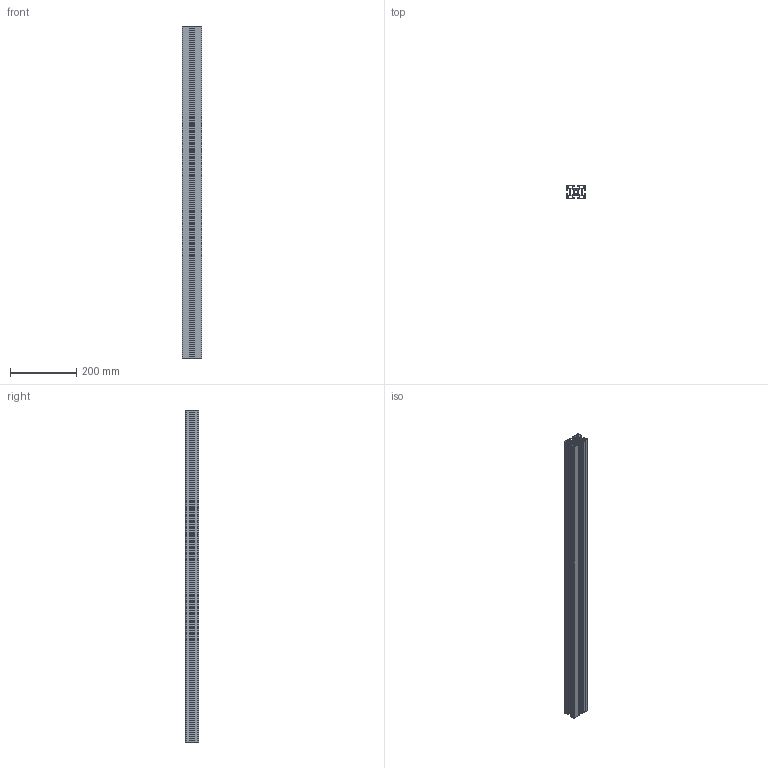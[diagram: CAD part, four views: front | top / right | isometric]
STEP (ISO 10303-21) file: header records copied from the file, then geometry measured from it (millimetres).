
FILE_DESCRIPTION (( 'STEP AP214' ), '1' );
FILE_NAME ('446SL Êîíñòðóêöèîííûé ïðîôèëü 40õ60SL.STEP', '2019-02-28T11:16:03', ( 'Ïîëüçîâàòåëü Windows' ), ( '' ), 'SwSTEP 2.0', 'SolidWorks 2018', '' );
FILE_SCHEMA (( 'AUTOMOTIVE_DESIGN' ));
Length unit declared in the file: millimetre
Products named in the file (1): 446SL Êîíñòðóêöèîííûé ïðîôèëü 40õ60SL
Bounding box: 60 x 40 x 1000 mm (x, y, z)
Volume: 493568.5 mm3; surface area: 840511.1 mm2
Topology: 1 solids, 1 shells, 416 faces, 1242 edges, 828 vertices
Faces by surface type: cylinder 224, plane 192
Entity records: 14196 total; most frequent: DIRECTION 2524, CARTESIAN_POINT 2487, ORIENTED_EDGE 2484, EDGE_CURVE 1242, AXIS2_PLACEMENT_3D 865, VERTEX_POINT 828, LINE 794, VECTOR 794
